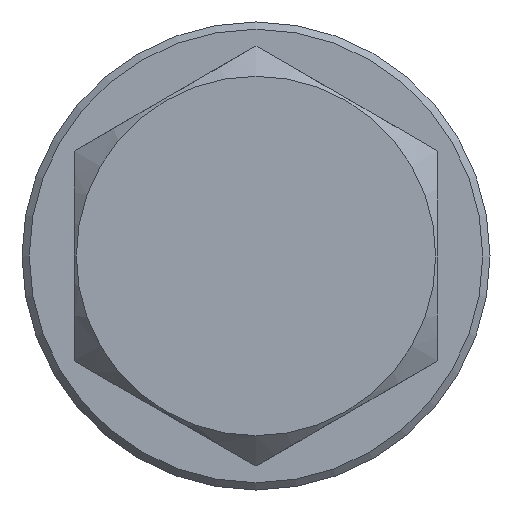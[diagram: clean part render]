
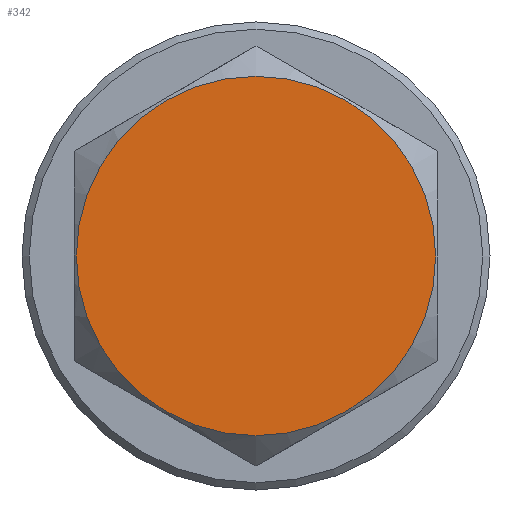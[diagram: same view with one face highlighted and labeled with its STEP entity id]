
A CAD part, front view. The second image highlights one B-rep face of the part: STEP entity #342.
In plain terms, the highlighted planar face has unit normal (0, -1, 0).
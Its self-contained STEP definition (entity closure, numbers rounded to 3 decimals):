
#34=PLANE('',#400);
#56=FACE_OUTER_BOUND('',#77,.T.);
#77=EDGE_LOOP('',(#298,#299));
#131=CIRCLE('',#387,7.41);
#132=CIRCLE('',#388,7.41);
#148=VERTEX_POINT('',#540);
#149=VERTEX_POINT('',#541);
#184=EDGE_CURVE('',#148,#149,#131,.T.);
#185=EDGE_CURVE('',#149,#148,#132,.T.);
#298=ORIENTED_EDGE('',*,*,#184,.T.);
#299=ORIENTED_EDGE('',*,*,#185,.T.);
#342=ADVANCED_FACE('',(#56),#34,.T.);
#387=AXIS2_PLACEMENT_3D('',#542,#455,#456);
#388=AXIS2_PLACEMENT_3D('',#543,#457,#458);
#400=AXIS2_PLACEMENT_3D('',#606,#496,#497);
#455=DIRECTION('center_axis',(0.,-1.,0.));
#456=DIRECTION('ref_axis',(-1.,0.,0.));
#457=DIRECTION('center_axis',(0.,-1.,0.));
#458=DIRECTION('ref_axis',(-1.,0.,0.));
#496=DIRECTION('center_axis',(0.,-1.,0.));
#497=DIRECTION('ref_axis',(-1.,0.,0.));
#540=CARTESIAN_POINT('',(-7.41,-20.5,0.));
#541=CARTESIAN_POINT('',(7.41,-20.5,0.));
#542=CARTESIAN_POINT('Origin',(0.,-20.5,0.));
#543=CARTESIAN_POINT('Origin',(0.,-20.5,0.));
#606=CARTESIAN_POINT('Origin',(0.,-20.5,0.));
